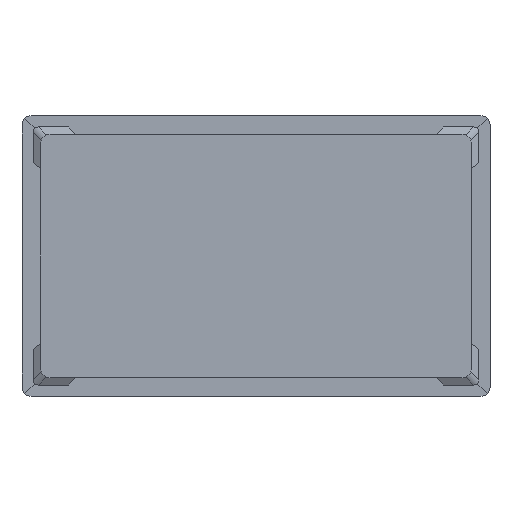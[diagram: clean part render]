
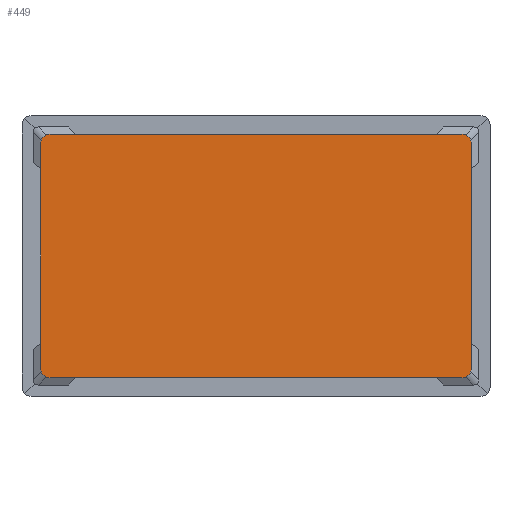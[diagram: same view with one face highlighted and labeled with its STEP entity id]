
A CAD part, front view. The second image highlights one B-rep face of the part: STEP entity #449.
In plain terms, the highlighted planar face has unit normal (0, -1, 0).
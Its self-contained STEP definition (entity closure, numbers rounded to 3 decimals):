
#212 = DIRECTION ( 'NONE',  ( 0., -1., 0. ) ) ;
#219 = EDGE_CURVE ( 'NONE', #4345, #3780, #3930, .T. ) ;
#275 = ORIENTED_EDGE ( 'NONE', *, *, #219, .T. ) ;
#376 = CARTESIAN_POINT ( 'NONE',  ( 23., 0., 17. ) ) ;
#395 = CARTESIAN_POINT ( 'NONE',  ( -25., 0., -8. ) ) ;
#449 = ADVANCED_FACE ( 'NONE', ( #553 ), #3380, .F. ) ;
#553 = FACE_OUTER_BOUND ( 'NONE', #604, .T. ) ;
#604 = EDGE_LOOP ( 'NONE', ( #275, #3628, #2717, #2964, #1614, #792, #4091, #1417 ) ) ;
#676 = DIRECTION ( 'NONE',  ( 0., -1., 0. ) ) ;
#729 = CARTESIAN_POINT ( 'NONE',  ( 22., 0., 17. ) ) ;
#748 = VERTEX_POINT ( 'NONE', #1574 ) ;
#792 = ORIENTED_EDGE ( 'NONE', *, *, #2785, .T. ) ;
#955 = DIRECTION ( 'NONE',  ( 0., 0., 1. ) ) ;
#982 = DIRECTION ( 'NONE',  ( 0., 0., 1. ) ) ;
#1016 = LINE ( 'NONE', #395, #2240 ) ;
#1073 = EDGE_CURVE ( 'NONE', #3780, #2938, #1951, .T. ) ;
#1111 = AXIS2_PLACEMENT_3D ( 'NONE', #2594, #1927, #3303 ) ;
#1119 = DIRECTION ( 'NONE',  ( 0., -1., 0. ) ) ;
#1310 = DIRECTION ( 'NONE',  ( 0., 1., 0. ) ) ;
#1313 = VECTOR ( 'NONE', #1426, 1000. ) ;
#1389 = VERTEX_POINT ( 'NONE', #376 ) ;
#1409 = DIRECTION ( 'NONE',  ( 0., 0., 1. ) ) ;
#1417 = ORIENTED_EDGE ( 'NONE', *, *, #3833, .T. ) ;
#1426 = DIRECTION ( 'NONE',  ( 0., 0., -1. ) ) ;
#1475 = VERTEX_POINT ( 'NONE', #1923 ) ;
#1505 = CIRCLE ( 'NONE', #1659, 1. ) ;
#1574 = CARTESIAN_POINT ( 'NONE',  ( -22., 0., -8. ) ) ;
#1614 = ORIENTED_EDGE ( 'NONE', *, *, #4510, .T. ) ;
#1659 = AXIS2_PLACEMENT_3D ( 'NONE', #3845, #212, #4121 ) ;
#1923 = CARTESIAN_POINT ( 'NONE',  ( 23., 0., -7. ) ) ;
#1927 = DIRECTION ( 'NONE',  ( 0., -1., 0. ) ) ;
#1951 = CIRCLE ( 'NONE', #1111, 1. ) ;
#1966 = CARTESIAN_POINT ( 'NONE',  ( 22., 0., 18. ) ) ;
#2038 = CIRCLE ( 'NONE', #3506, 1. ) ;
#2097 = CARTESIAN_POINT ( 'NONE',  ( -22., 0., 18. ) ) ;
#2212 = DIRECTION ( 'NONE',  ( 0., 0., 1. ) ) ;
#2219 = CIRCLE ( 'NONE', #3685, 1. ) ;
#2240 = VECTOR ( 'NONE', #3228, 1000. ) ;
#2244 = CARTESIAN_POINT ( 'NONE',  ( 22., 0., -8. ) ) ;
#2468 = CARTESIAN_POINT ( 'NONE',  ( 22., 0., -7. ) ) ;
#2594 = CARTESIAN_POINT ( 'NONE',  ( -22., 0., 17. ) ) ;
#2625 = VECTOR ( 'NONE', #4251, 1000. ) ;
#2717 = ORIENTED_EDGE ( 'NONE', *, *, #4118, .T. ) ;
#2738 = CARTESIAN_POINT ( 'NONE',  ( 23., 0., -10. ) ) ;
#2785 = EDGE_CURVE ( 'NONE', #3464, #1475, #2219, .T. ) ;
#2910 = VERTEX_POINT ( 'NONE', #3631 ) ;
#2938 = VERTEX_POINT ( 'NONE', #3327 ) ;
#2964 = ORIENTED_EDGE ( 'NONE', *, *, #4005, .T. ) ;
#3214 = CARTESIAN_POINT ( 'NONE',  ( -23., 0., 0. ) ) ;
#3228 = DIRECTION ( 'NONE',  ( 1., 0., 0. ) ) ;
#3303 = DIRECTION ( 'NONE',  ( 0., 0., 1. ) ) ;
#3327 = CARTESIAN_POINT ( 'NONE',  ( -23., 0., 17. ) ) ;
#3380 = PLANE ( 'NONE',  #3586 ) ;
#3464 = VERTEX_POINT ( 'NONE', #2244 ) ;
#3506 = AXIS2_PLACEMENT_3D ( 'NONE', #729, #1119, #2212 ) ;
#3586 = AXIS2_PLACEMENT_3D ( 'NONE', #4494, #1310, #982 ) ;
#3628 = ORIENTED_EDGE ( 'NONE', *, *, #1073, .T. ) ;
#3631 = CARTESIAN_POINT ( 'NONE',  ( -23., 0., -7. ) ) ;
#3685 = AXIS2_PLACEMENT_3D ( 'NONE', #2468, #676, #1409 ) ;
#3717 = EDGE_CURVE ( 'NONE', #1475, #1389, #4515, .T. ) ;
#3780 = VERTEX_POINT ( 'NONE', #2097 ) ;
#3833 = EDGE_CURVE ( 'NONE', #1389, #4345, #2038, .T. ) ;
#3845 = CARTESIAN_POINT ( 'NONE',  ( -22., 0., -7. ) ) ;
#3861 = CARTESIAN_POINT ( 'NONE',  ( 25., 0., 18. ) ) ;
#3930 = LINE ( 'NONE', #3861, #2625 ) ;
#4005 = EDGE_CURVE ( 'NONE', #2910, #748, #1505, .T. ) ;
#4091 = ORIENTED_EDGE ( 'NONE', *, *, #3717, .T. ) ;
#4118 = EDGE_CURVE ( 'NONE', #2938, #2910, #4302, .T. ) ;
#4121 = DIRECTION ( 'NONE',  ( 0., 0., 1. ) ) ;
#4251 = DIRECTION ( 'NONE',  ( -1., 0., 0. ) ) ;
#4302 = LINE ( 'NONE', #3214, #1313 ) ;
#4345 = VERTEX_POINT ( 'NONE', #1966 ) ;
#4396 = VECTOR ( 'NONE', #955, 1000. ) ;
#4494 = CARTESIAN_POINT ( 'NONE',  ( -25., 0., -6.5 ) ) ;
#4510 = EDGE_CURVE ( 'NONE', #748, #3464, #1016, .T. ) ;
#4515 = LINE ( 'NONE', #2738, #4396 ) ;
